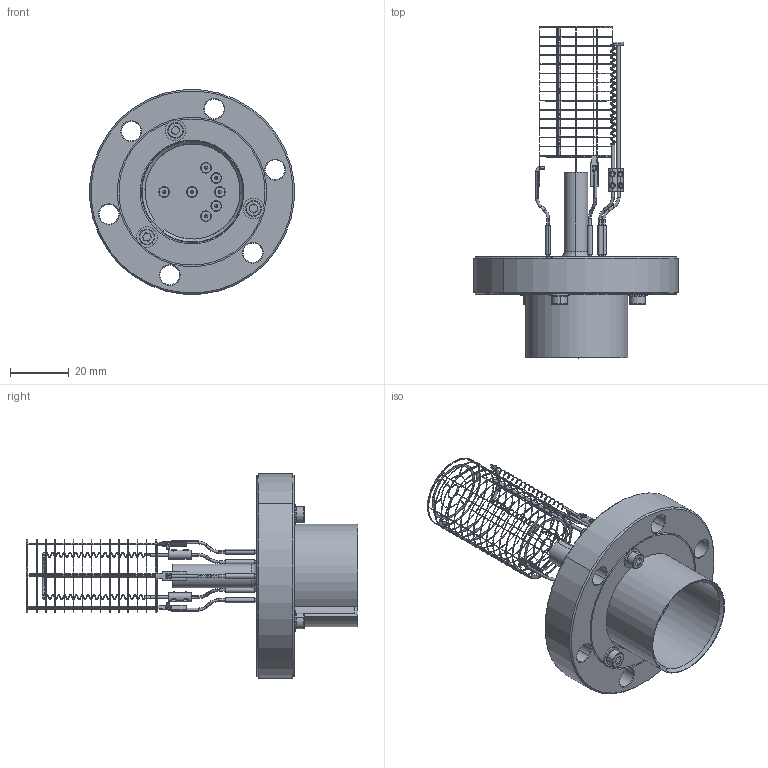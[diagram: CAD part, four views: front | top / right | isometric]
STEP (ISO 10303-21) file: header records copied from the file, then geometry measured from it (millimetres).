
FILE_DESCRIPTION (( 'STEP AP214' ), '1' );
FILE_NAME ('AIG17G.STEP', '2013-08-02T15:26:26', ( 'Phil' ), ( 'Microsoft' ), 'SwSTEP 2.0', 'SolidWorks 2013', '' );
FILE_SCHEMA (( 'AUTOMOTIVE_DESIGN' ));
Length unit declared in the file: millimetre
Products named in the file (1): AIG17G
Bounding box: 69.73 x 113.3 x 69.73 mm (x, y, z)
Volume: 40458.8 mm3; surface area: 26922.7 mm2
Topology: 49 solids, 49 shells, 1162 faces, 3146 edges, 2014 vertices
Faces by surface type: plane 657, cylinder 328, cone 95, torus 78, bspline 4
Entity records: 58424 total; most frequent: CARTESIAN_POINT 14301, DIRECTION 6750, ORIENTED_EDGE 6256, EDGE_CURVE 3128, AXIS2_PLACEMENT_3D 2531, VERTEX_POINT 2014, VECTOR 1688, LINE 1688
